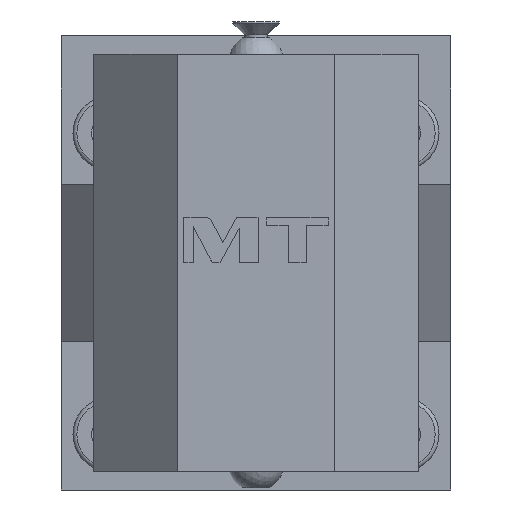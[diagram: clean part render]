
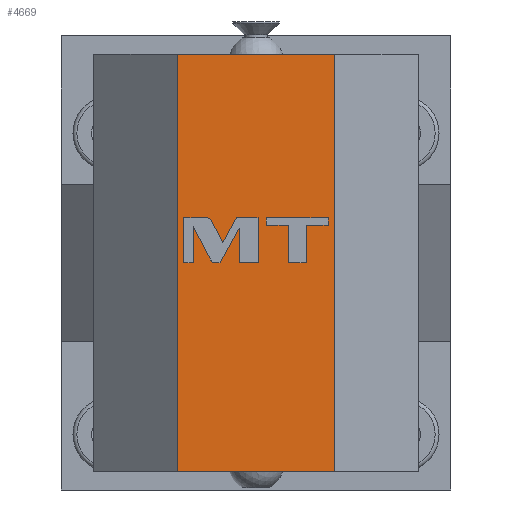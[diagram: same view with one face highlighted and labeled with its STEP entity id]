
A CAD part, left-side view. The second image highlights one B-rep face of the part: STEP entity #4669.
In plain terms, the highlighted planar face has unit normal (-1, 0, 0).
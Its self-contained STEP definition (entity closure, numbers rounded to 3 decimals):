
#1049=DIRECTION('',(0.,-1.,0.));
#1050=VECTOR('',#1049,34.);
#1051=CARTESIAN_POINT('',(-110.,17.,49.5));
#1052=LINE('',#1051,#1050);
#1053=DIRECTION('',(0.,-1.,0.));
#1054=VECTOR('',#1053,34.);
#1055=CARTESIAN_POINT('',(-110.,17.,-40.5));
#1056=LINE('',#1055,#1054);
#1057=DIRECTION('',(0.,0.,1.));
#1058=VECTOR('',#1057,90.);
#1059=CARTESIAN_POINT('',(-110.,17.,-40.5));
#1060=LINE('',#1059,#1058);
#1061=CARTESIAN_POINT('',(-110.,9.639,13.616));
#1062=CARTESIAN_POINT('',(-110.,9.842,14.007));
#1063=CARTESIAN_POINT('',(-110.,10.241,14.25));
#1064=CARTESIAN_POINT('',(-110.,10.682,14.25));
#1066=DIRECTION('',(0.,1.,0.));
#1067=VECTOR('',#1066,4.901);
#1068=CARTESIAN_POINT('',(-110.,10.682,14.25));
#1069=LINE('',#1068,#1067);
#1070=DIRECTION('',(0.,0.,-1.));
#1071=VECTOR('',#1070,9.75);
#1072=CARTESIAN_POINT('',(-110.,15.583,14.25));
#1073=LINE('',#1072,#1071);
#1074=DIRECTION('',(0.,-1.,0.));
#1075=VECTOR('',#1074,2.028);
#1076=CARTESIAN_POINT('',(-110.,15.583,4.5));
#1077=LINE('',#1076,#1075);
#1078=DIRECTION('',(0.,0.,1.));
#1079=VECTOR('',#1078,7.898);
#1080=CARTESIAN_POINT('',(-110.,13.555,4.5));
#1081=LINE('',#1080,#1079);
#1082=DIRECTION('',(0.,-0.459,-0.888));
#1083=VECTOR('',#1082,8.177);
#1084=CARTESIAN_POINT('',(-110.,13.555,12.398));
#1085=LINE('',#1084,#1083);
#1086=CARTESIAN_POINT('',(-110.,9.799,5.135));
#1087=CARTESIAN_POINT('',(-110.,9.596,4.742));
#1088=CARTESIAN_POINT('',(-110.,9.196,4.5));
#1089=CARTESIAN_POINT('',(-110.,8.754,4.5));
#1091=DIRECTION('',(0.,-1.,0.));
#1092=VECTOR('',#1091,1.017);
#1093=CARTESIAN_POINT('',(-110.,8.754,4.5));
#1094=LINE('',#1093,#1092);
#1095=DIRECTION('',(0.,-0.481,0.877));
#1096=VECTOR('',#1095,8.46);
#1097=CARTESIAN_POINT('',(-110.,7.737,4.5));
#1098=LINE('',#1097,#1096);
#1099=DIRECTION('',(0.,0.,-1.));
#1100=VECTOR('',#1099,7.416);
#1101=CARTESIAN_POINT('',(-110.,3.667,11.916));
#1102=LINE('',#1101,#1100);
#1103=DIRECTION('',(0.,-1.,0.));
#1104=VECTOR('',#1103,4.103);
#1105=CARTESIAN_POINT('',(-110.,3.667,4.5));
#1106=LINE('',#1105,#1104);
#1107=DIRECTION('',(0.,0.,1.));
#1108=VECTOR('',#1107,9.75);
#1109=CARTESIAN_POINT('',(-110.,-0.436,4.5));
#1110=LINE('',#1109,#1108);
#1111=DIRECTION('',(0.,1.,0.));
#1112=VECTOR('',#1111,4.625);
#1113=CARTESIAN_POINT('',(-110.,-0.436,14.25));
#1114=LINE('',#1113,#1112);
#1115=DIRECTION('',(0.,0.481,-0.877));
#1116=VECTOR('',#1115,6.183);
#1117=CARTESIAN_POINT('',(-110.,4.19,14.25));
#1118=LINE('',#1117,#1116);
#1119=DIRECTION('',(0.,0.459,0.888));
#1120=VECTOR('',#1119,5.387);
#1121=CARTESIAN_POINT('',(-110.,7.165,8.83));
#1122=LINE('',#1121,#1120);
#1123=DIRECTION('',(0.,0.,-1.));
#1124=VECTOR('',#1123,8.09);
#1125=CARTESIAN_POINT('',(-110.,-6.992,12.59));
#1126=LINE('',#1125,#1124);
#1127=DIRECTION('',(0.,-1.,0.));
#1128=VECTOR('',#1127,3.863);
#1129=CARTESIAN_POINT('',(-110.,-6.992,4.5));
#1130=LINE('',#1129,#1128);
#1131=DIRECTION('',(0.,0.,1.));
#1132=VECTOR('',#1131,8.09);
#1133=CARTESIAN_POINT('',(-110.,-10.855,4.5));
#1134=LINE('',#1133,#1132);
#1135=DIRECTION('',(0.,-1.,0.));
#1136=VECTOR('',#1135,4.727);
#1137=CARTESIAN_POINT('',(-110.,-10.855,12.59));
#1138=LINE('',#1137,#1136);
#1139=DIRECTION('',(0.,0.,1.));
#1140=VECTOR('',#1139,1.661);
#1141=CARTESIAN_POINT('',(-110.,-15.581,12.59));
#1142=LINE('',#1141,#1140);
#1143=DIRECTION('',(0.,1.,0.));
#1144=VECTOR('',#1143,13.316);
#1145=CARTESIAN_POINT('',(-110.,-15.581,14.25));
#1146=LINE('',#1145,#1144);
#1147=DIRECTION('',(0.,0.,-1.));
#1148=VECTOR('',#1147,1.661);
#1149=CARTESIAN_POINT('',(-110.,-2.266,14.25));
#1150=LINE('',#1149,#1148);
#1151=DIRECTION('',(0.,-1.,0.));
#1152=VECTOR('',#1151,4.727);
#1153=CARTESIAN_POINT('',(-110.,-2.266,12.59));
#1154=LINE('',#1153,#1152);
#1163=DIRECTION('',(0.,0.,1.));
#1164=VECTOR('',#1163,90.);
#1165=CARTESIAN_POINT('',(-110.,-17.,-40.5));
#1166=LINE('',#1165,#1164);
#2729=CARTESIAN_POINT('',(-110.,17.,49.5));
#2730=VERTEX_POINT('',#2729);
#2731=CARTESIAN_POINT('',(-110.,17.,-40.5));
#2732=VERTEX_POINT('',#2731);
#2733=CARTESIAN_POINT('',(-110.,-17.,49.5));
#2734=VERTEX_POINT('',#2733);
#2735=CARTESIAN_POINT('',(-110.,-17.,-40.5));
#2736=VERTEX_POINT('',#2735);
#3184=CARTESIAN_POINT('',(-110.,9.639,13.616));
#3185=VERTEX_POINT('',#3184);
#3186=CARTESIAN_POINT('',(-110.,10.682,14.25));
#3187=VERTEX_POINT('',#3186);
#3188=CARTESIAN_POINT('',(-110.,15.583,14.25));
#3189=VERTEX_POINT('',#3188);
#3190=CARTESIAN_POINT('',(-110.,15.583,4.5));
#3191=VERTEX_POINT('',#3190);
#3192=CARTESIAN_POINT('',(-110.,13.555,4.5));
#3193=VERTEX_POINT('',#3192);
#3194=CARTESIAN_POINT('',(-110.,13.555,12.398));
#3195=VERTEX_POINT('',#3194);
#3196=CARTESIAN_POINT('',(-110.,9.799,5.135));
#3197=VERTEX_POINT('',#3196);
#3198=CARTESIAN_POINT('',(-110.,8.754,4.5));
#3199=VERTEX_POINT('',#3198);
#3200=CARTESIAN_POINT('',(-110.,7.737,4.5));
#3201=VERTEX_POINT('',#3200);
#3202=CARTESIAN_POINT('',(-110.,3.667,11.916));
#3203=VERTEX_POINT('',#3202);
#3204=CARTESIAN_POINT('',(-110.,3.667,4.5));
#3205=VERTEX_POINT('',#3204);
#3206=CARTESIAN_POINT('',(-110.,-0.436,4.5));
#3207=VERTEX_POINT('',#3206);
#3208=CARTESIAN_POINT('',(-110.,-0.436,14.25));
#3209=VERTEX_POINT('',#3208);
#3210=CARTESIAN_POINT('',(-110.,4.19,14.25));
#3211=VERTEX_POINT('',#3210);
#3212=CARTESIAN_POINT('',(-110.,7.165,8.83));
#3213=VERTEX_POINT('',#3212);
#3214=CARTESIAN_POINT('',(-110.,-6.992,12.59));
#3215=VERTEX_POINT('',#3214);
#3216=CARTESIAN_POINT('',(-110.,-6.992,4.5));
#3217=VERTEX_POINT('',#3216);
#3218=CARTESIAN_POINT('',(-110.,-10.855,4.5));
#3219=VERTEX_POINT('',#3218);
#3220=CARTESIAN_POINT('',(-110.,-10.855,12.59));
#3221=VERTEX_POINT('',#3220);
#3222=CARTESIAN_POINT('',(-110.,-15.581,12.59));
#3223=VERTEX_POINT('',#3222);
#3224=CARTESIAN_POINT('',(-110.,-15.581,14.25));
#3225=VERTEX_POINT('',#3224);
#3226=CARTESIAN_POINT('',(-110.,-2.266,14.25));
#3227=VERTEX_POINT('',#3226);
#3228=CARTESIAN_POINT('',(-110.,-2.266,12.59));
#3229=VERTEX_POINT('',#3228);
#4607=CARTESIAN_POINT('',(-110.,17.,-44.5));
#4608=DIRECTION('',(-1.,0.,0.));
#4609=DIRECTION('',(0.,-1.,0.));
#4610=AXIS2_PLACEMENT_3D('',#4607,#4608,#4609);
#4611=PLANE('',#4610);
#4612=ORIENTED_EDGE('',*,*,#3596,.T.);
#4614=ORIENTED_EDGE('',*,*,#4613,.F.);
#4615=ORIENTED_EDGE('',*,*,#4551,.F.);
#4616=ORIENTED_EDGE('',*,*,#4600,.T.);
#4617=EDGE_LOOP('',(#4612,#4614,#4615,#4616));
#4618=FACE_OUTER_BOUND('',#4617,.F.);
#4620=ORIENTED_EDGE('',*,*,#4619,.T.);
#4622=ORIENTED_EDGE('',*,*,#4621,.T.);
#4624=ORIENTED_EDGE('',*,*,#4623,.T.);
#4626=ORIENTED_EDGE('',*,*,#4625,.T.);
#4628=ORIENTED_EDGE('',*,*,#4627,.T.);
#4630=ORIENTED_EDGE('',*,*,#4629,.T.);
#4632=ORIENTED_EDGE('',*,*,#4631,.T.);
#4634=ORIENTED_EDGE('',*,*,#4633,.T.);
#4636=ORIENTED_EDGE('',*,*,#4635,.T.);
#4638=ORIENTED_EDGE('',*,*,#4637,.T.);
#4640=ORIENTED_EDGE('',*,*,#4639,.T.);
#4642=ORIENTED_EDGE('',*,*,#4641,.T.);
#4644=ORIENTED_EDGE('',*,*,#4643,.T.);
#4646=ORIENTED_EDGE('',*,*,#4645,.T.);
#4648=ORIENTED_EDGE('',*,*,#4647,.T.);
#4649=EDGE_LOOP('',(#4620,#4622,#4624,#4626,#4628,#4630,#4632,#4634,#4636,#4638,
#4640,#4642,#4644,#4646,#4648));
#4650=FACE_BOUND('',#4649,.F.);
#4652=ORIENTED_EDGE('',*,*,#4651,.T.);
#4654=ORIENTED_EDGE('',*,*,#4653,.T.);
#4656=ORIENTED_EDGE('',*,*,#4655,.T.);
#4658=ORIENTED_EDGE('',*,*,#4657,.T.);
#4660=ORIENTED_EDGE('',*,*,#4659,.T.);
#4662=ORIENTED_EDGE('',*,*,#4661,.T.);
#4664=ORIENTED_EDGE('',*,*,#4663,.T.);
#4666=ORIENTED_EDGE('',*,*,#4665,.T.);
#4667=EDGE_LOOP('',(#4652,#4654,#4656,#4658,#4660,#4662,#4664,#4666));
#4668=FACE_BOUND('',#4667,.F.);
#4669=ADVANCED_FACE('',(#4618,#4650,#4668),#4611,.T.);
#1065=B_SPLINE_CURVE_WITH_KNOTS('',3,(#1061,#1062,#1063,#1064),.UNSPECIFIED.,
.F.,.F.,(4,4),(0.,1.),.UNSPECIFIED.);
#1090=B_SPLINE_CURVE_WITH_KNOTS('',3,(#1086,#1087,#1088,#1089),.UNSPECIFIED.,
.F.,.F.,(4,4),(0.,1.),.UNSPECIFIED.);
#3596=EDGE_CURVE('',#2730,#2734,#1052,.T.);
#4551=EDGE_CURVE('',#2732,#2736,#1056,.T.);
#4600=EDGE_CURVE('',#2732,#2730,#1060,.T.);
#4613=EDGE_CURVE('',#2736,#2734,#1166,.T.);
#4619=EDGE_CURVE('',#3185,#3187,#1065,.T.);
#4621=EDGE_CURVE('',#3187,#3189,#1069,.T.);
#4623=EDGE_CURVE('',#3189,#3191,#1073,.T.);
#4625=EDGE_CURVE('',#3191,#3193,#1077,.T.);
#4627=EDGE_CURVE('',#3193,#3195,#1081,.T.);
#4629=EDGE_CURVE('',#3195,#3197,#1085,.T.);
#4631=EDGE_CURVE('',#3197,#3199,#1090,.T.);
#4633=EDGE_CURVE('',#3199,#3201,#1094,.T.);
#4635=EDGE_CURVE('',#3201,#3203,#1098,.T.);
#4637=EDGE_CURVE('',#3203,#3205,#1102,.T.);
#4639=EDGE_CURVE('',#3205,#3207,#1106,.T.);
#4641=EDGE_CURVE('',#3207,#3209,#1110,.T.);
#4643=EDGE_CURVE('',#3209,#3211,#1114,.T.);
#4645=EDGE_CURVE('',#3211,#3213,#1118,.T.);
#4647=EDGE_CURVE('',#3213,#3185,#1122,.T.);
#4651=EDGE_CURVE('',#3215,#3217,#1126,.T.);
#4653=EDGE_CURVE('',#3217,#3219,#1130,.T.);
#4655=EDGE_CURVE('',#3219,#3221,#1134,.T.);
#4657=EDGE_CURVE('',#3221,#3223,#1138,.T.);
#4659=EDGE_CURVE('',#3223,#3225,#1142,.T.);
#4661=EDGE_CURVE('',#3225,#3227,#1146,.T.);
#4663=EDGE_CURVE('',#3227,#3229,#1150,.T.);
#4665=EDGE_CURVE('',#3229,#3215,#1154,.T.);
